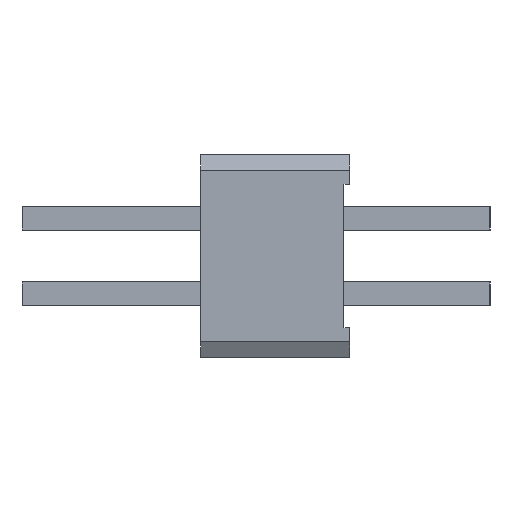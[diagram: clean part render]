
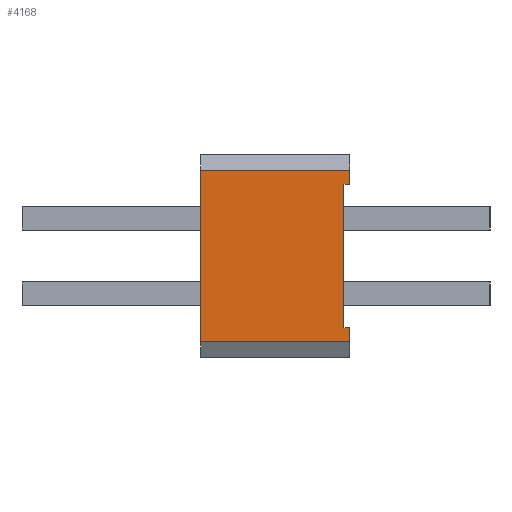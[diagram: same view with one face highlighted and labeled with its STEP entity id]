
A CAD part, left-side view. The second image highlights one B-rep face of the part: STEP entity #4168.
In plain terms, the highlighted planar face has unit normal (-1, 0, 0).
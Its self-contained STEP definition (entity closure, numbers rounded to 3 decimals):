
#5=DIRECTION('',(0.,0.,1.));
#6=VECTOR('',#5,0.24);
#7=CARTESIAN_POINT('',(-0.635,0.,1.2));
#8=LINE('3882',#7,#6);
#265=DIRECTION('',(0.,1.,0.));
#266=VECTOR('',#265,2.5);
#267=CARTESIAN_POINT('',(-0.635,0.,1.44));
#268=LINE('3854',#267,#266);
#269=DIRECTION('',(0.,1.,0.));
#270=VECTOR('',#269,0.1);
#271=CARTESIAN_POINT('',(-0.635,0.,1.2));
#272=LINE('3878',#271,#270);
#273=DIRECTION('',(0.,0.,-1.));
#274=VECTOR('',#273,2.4);
#275=CARTESIAN_POINT('',(-0.635,0.1,1.2));
#276=LINE('3879',#275,#274);
#277=DIRECTION('',(0.,1.,0.));
#278=VECTOR('',#277,0.1);
#279=CARTESIAN_POINT('',(-0.635,0.,-1.2));
#280=LINE('3880',#279,#278);
#281=DIRECTION('',(0.,1.,0.));
#282=VECTOR('',#281,2.5);
#283=CARTESIAN_POINT('',(-0.635,0.,-1.44));
#284=LINE('3853',#283,#282);
#741=DIRECTION('',(0.,0.,1.));
#742=VECTOR('',#741,0.24);
#743=CARTESIAN_POINT('',(-0.635,0.,-1.44));
#744=LINE('3881',#743,#742);
#889=DIRECTION('',(0.,0.,1.));
#890=VECTOR('',#889,2.88);
#891=CARTESIAN_POINT('',(-0.635,2.5,-1.44));
#892=LINE('3848',#891,#890);
#2714=CARTESIAN_POINT('',(-0.635,0.,-1.44));
#2716=VERTEX_POINT('',#2714);
#2717=CARTESIAN_POINT('',(-0.635,0.,1.44));
#2719=VERTEX_POINT('',#2717);
#2726=CARTESIAN_POINT('',(-0.635,2.5,-1.44));
#2728=VERTEX_POINT('',#2726);
#2729=CARTESIAN_POINT('',(-0.635,2.5,1.44));
#2730=VERTEX_POINT('',#2729);
#2761=CARTESIAN_POINT('',(-0.635,0.,1.2));
#2763=VERTEX_POINT('',#2761);
#2765=CARTESIAN_POINT('',(-0.635,0.,-1.2));
#2767=VERTEX_POINT('',#2765);
#2769=CARTESIAN_POINT('',(-0.635,0.1,1.2));
#2770=VERTEX_POINT('',#2769);
#2771=CARTESIAN_POINT('',(-0.635,0.1,-1.2));
#2772=VERTEX_POINT('',#2771);
#4148=CARTESIAN_POINT('',(-0.635,0.,-1.44));
#4149=DIRECTION('',(-1.,0.,0.));
#4150=DIRECTION('',(0.,0.,1.));
#4151=AXIS2_PLACEMENT_3D('',#4148,#4149,#4150);
#4152=PLANE('3578',#4151);
#4153=ORIENTED_EDGE('3878',*,*,#3701,.T.);
#4155=ORIENTED_EDGE('3879',*,*,#4154,.T.);
#4157=ORIENTED_EDGE('3880',*,*,#4156,.F.);
#4159=ORIENTED_EDGE('3881',*,*,#4158,.F.);
#4161=ORIENTED_EDGE('3853',*,*,#4160,.T.);
#4163=ORIENTED_EDGE('3848',*,*,#4162,.T.);
#4164=ORIENTED_EDGE('3854',*,*,#4140,.F.);
#4165=ORIENTED_EDGE('3882',*,*,#3624,.F.);
#4166=EDGE_LOOP('3578',(#4153,#4155,#4157,#4159,#4161,#4163,#4164,#4165));
#4167=FACE_OUTER_BOUND('3578',#4166,.F.);
#4168=ADVANCED_FACE('3578',(#4167),#4152,.T.);
#3624=EDGE_CURVE('3882',#2763,#2719,#8,.T.);
#3701=EDGE_CURVE('3878',#2763,#2770,#272,.T.);
#4140=EDGE_CURVE('3854',#2719,#2730,#268,.T.);
#4154=EDGE_CURVE('3879',#2770,#2772,#276,.T.);
#4156=EDGE_CURVE('3880',#2767,#2772,#280,.T.);
#4158=EDGE_CURVE('3881',#2716,#2767,#744,.T.);
#4160=EDGE_CURVE('3853',#2716,#2728,#284,.T.);
#4162=EDGE_CURVE('3848',#2728,#2730,#892,.T.);
